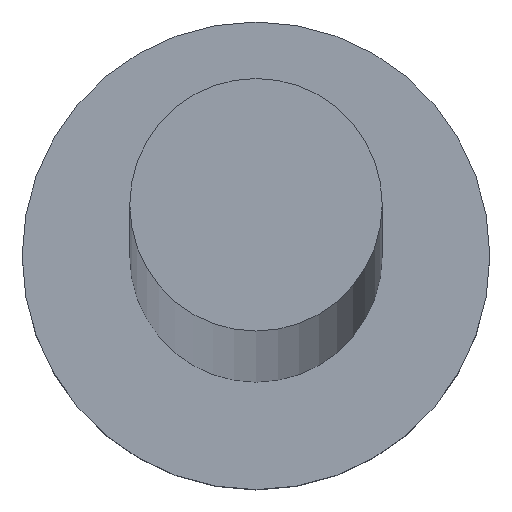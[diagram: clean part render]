
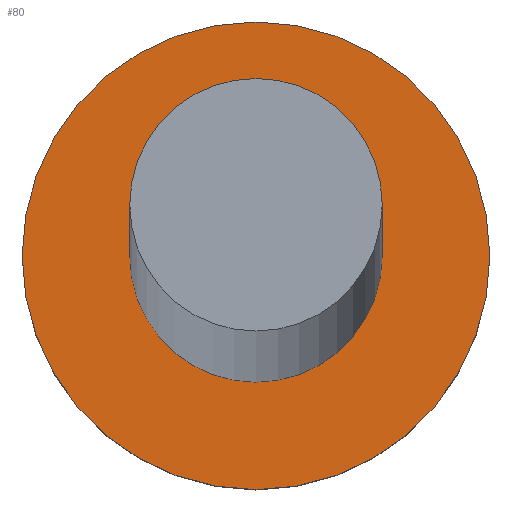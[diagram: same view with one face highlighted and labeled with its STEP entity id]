
A CAD part, top view. The second image highlights one B-rep face of the part: STEP entity #80.
In plain terms, the highlighted planar face has unit normal (0, 0, 1).
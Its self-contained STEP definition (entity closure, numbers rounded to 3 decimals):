
#7 = CIRCLE ( 'NONE', #195, 2.5 ) ;
#16 = CIRCLE ( 'NONE', #156, 1.35 ) ;
#21 = AXIS2_PLACEMENT_3D ( 'NONE', #255, #234, #76 ) ;
#42 = DIRECTION ( 'NONE',  ( 0., 0., 1. ) ) ;
#43 = FACE_BOUND ( 'NONE', #104, .T. ) ;
#47 = DIRECTION ( 'NONE',  ( 0., 0., 1. ) ) ;
#49 = EDGE_CURVE ( 'NONE', #68, #145, #7, .T. ) ;
#61 = DIRECTION ( 'NONE',  ( 0., 0., 1. ) ) ;
#63 = VERTEX_POINT ( 'NONE', #153 ) ;
#68 = VERTEX_POINT ( 'NONE', #134 ) ;
#71 = EDGE_LOOP ( 'NONE', ( #120, #221 ) ) ;
#76 = DIRECTION ( 'NONE',  ( 1., 0., 0. ) ) ;
#80 = ADVANCED_FACE ( 'NONE', ( #43, #97 ), #110, .T. ) ;
#81 = CIRCLE ( 'NONE', #128, 2.5 ) ;
#84 = DIRECTION ( 'NONE',  ( 1., 0., 0. ) ) ;
#91 = CARTESIAN_POINT ( 'NONE',  ( -1.35, 0., 2. ) ) ;
#96 = CARTESIAN_POINT ( 'NONE',  ( 0., 0., 2. ) ) ;
#97 = FACE_OUTER_BOUND ( 'NONE', #71, .T. ) ;
#99 = EDGE_CURVE ( 'NONE', #63, #106, #240, .T. ) ;
#104 = EDGE_LOOP ( 'NONE', ( #140, #142 ) ) ;
#106 = VERTEX_POINT ( 'NONE', #91 ) ;
#107 = CARTESIAN_POINT ( 'NONE',  ( 2.5, 0., 2. ) ) ;
#110 = PLANE ( 'NONE',  #220 ) ;
#120 = ORIENTED_EDGE ( 'NONE', *, *, #49, .T. ) ;
#128 = AXIS2_PLACEMENT_3D ( 'NONE', #219, #179, #159 ) ;
#134 = CARTESIAN_POINT ( 'NONE',  ( -2.5, 0., 2. ) ) ;
#135 = DIRECTION ( 'NONE',  ( 1., 0., 0. ) ) ;
#140 = ORIENTED_EDGE ( 'NONE', *, *, #191, .F. ) ;
#142 = ORIENTED_EDGE ( 'NONE', *, *, #99, .F. ) ;
#143 = CARTESIAN_POINT ( 'NONE',  ( 0., 0., 2. ) ) ;
#145 = VERTEX_POINT ( 'NONE', #107 ) ;
#153 = CARTESIAN_POINT ( 'NONE',  ( 1.35, 0., 2. ) ) ;
#156 = AXIS2_PLACEMENT_3D ( 'NONE', #143, #47, #84 ) ;
#159 = DIRECTION ( 'NONE',  ( 1., 0., 0. ) ) ;
#176 = DIRECTION ( 'NONE',  ( 1., 0., 0. ) ) ;
#179 = DIRECTION ( 'NONE',  ( 0., 0., 1. ) ) ;
#191 = EDGE_CURVE ( 'NONE', #106, #63, #16, .T. ) ;
#192 = CARTESIAN_POINT ( 'NONE',  ( 0., 0., 2. ) ) ;
#195 = AXIS2_PLACEMENT_3D ( 'NONE', #192, #61, #135 ) ;
#219 = CARTESIAN_POINT ( 'NONE',  ( 0., 0., 2. ) ) ;
#220 = AXIS2_PLACEMENT_3D ( 'NONE', #96, #42, #176 ) ;
#221 = ORIENTED_EDGE ( 'NONE', *, *, #239, .T. ) ;
#234 = DIRECTION ( 'NONE',  ( 0., 0., 1. ) ) ;
#239 = EDGE_CURVE ( 'NONE', #145, #68, #81, .T. ) ;
#240 = CIRCLE ( 'NONE', #21, 1.35 ) ;
#255 = CARTESIAN_POINT ( 'NONE',  ( 0., 0., 2. ) ) ;
